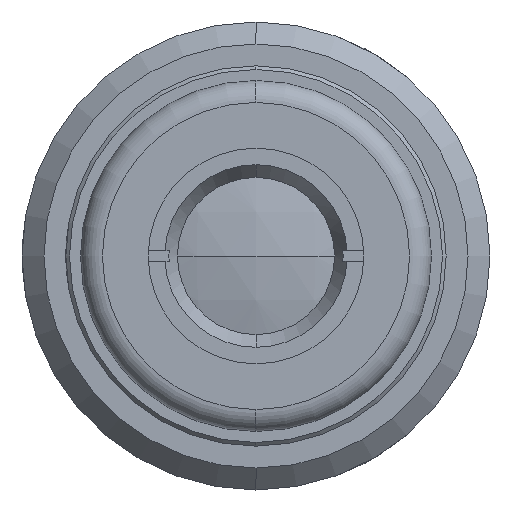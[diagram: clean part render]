
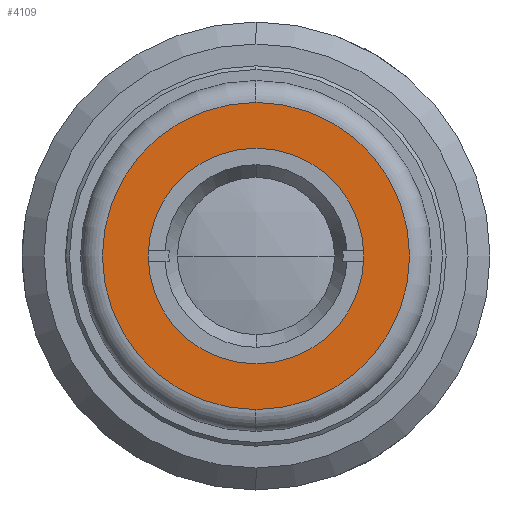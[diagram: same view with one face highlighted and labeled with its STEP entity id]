
A CAD part, left-side view. The second image highlights one B-rep face of the part: STEP entity #4109.
In plain terms, the highlighted planar face has unit normal (-1, 0, 0).
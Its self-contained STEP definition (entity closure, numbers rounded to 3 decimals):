
#67 = ORIENTED_EDGE ( 'NONE', *, *, #2939, .F. ) ;
#275 = EDGE_CURVE ( 'NONE', #3618, #2062, #3632, .T. ) ;
#422 = CARTESIAN_POINT ( 'NONE',  ( -33.9, 0., 0. ) ) ;
#447 = DIRECTION ( 'NONE',  ( 0., 0., 1. ) ) ;
#455 = CIRCLE ( 'NONE', #818, 14.75 ) ;
#542 = EDGE_LOOP ( 'NONE', ( #1893, #976 ) ) ;
#570 = EDGE_CURVE ( 'NONE', #2040, #3678, #1978, .T. ) ;
#725 = EDGE_CURVE ( 'NONE', #3678, #2040, #1943, .T. ) ;
#818 = AXIS2_PLACEMENT_3D ( 'NONE', #422, #3180, #2085 ) ;
#897 = DIRECTION ( 'NONE',  ( 0., 0., -1. ) ) ;
#976 = ORIENTED_EDGE ( 'NONE', *, *, #570, .T. ) ;
#988 = CARTESIAN_POINT ( 'NONE',  ( -33.9, 24., 0. ) ) ;
#1076 = CARTESIAN_POINT ( 'NONE',  ( -33.9, 0., 0. ) ) ;
#1189 = ORIENTED_EDGE ( 'NONE', *, *, #275, .F. ) ;
#1331 = FACE_OUTER_BOUND ( 'NONE', #542, .T. ) ;
#1435 = CARTESIAN_POINT ( 'NONE',  ( -33.9, 0., 0. ) ) ;
#1478 = DIRECTION ( 'NONE',  ( -1., 0., 0. ) ) ;
#1662 = CARTESIAN_POINT ( 'NONE',  ( -33.9, 0., -21. ) ) ;
#1877 = AXIS2_PLACEMENT_3D ( 'NONE', #4044, #3242, #2923 ) ;
#1893 = ORIENTED_EDGE ( 'NONE', *, *, #725, .T. ) ;
#1943 = CIRCLE ( 'NONE', #1877, 21. ) ;
#1978 = CIRCLE ( 'NONE', #4440, 21. ) ;
#2040 = VERTEX_POINT ( 'NONE', #4450 ) ;
#2062 = VERTEX_POINT ( 'NONE', #3690 ) ;
#2085 = DIRECTION ( 'NONE',  ( 0., 0., 1. ) ) ;
#2151 = DIRECTION ( 'NONE',  ( -1., 0., 0. ) ) ;
#2452 = AXIS2_PLACEMENT_3D ( 'NONE', #988, #4000, #897 ) ;
#2651 = FACE_BOUND ( 'NONE', #2991, .T. ) ;
#2708 = PLANE ( 'NONE',  #2452 ) ;
#2923 = DIRECTION ( 'NONE',  ( 0., 0., -1. ) ) ;
#2939 = EDGE_CURVE ( 'NONE', #2062, #3618, #455, .T. ) ;
#2991 = EDGE_LOOP ( 'NONE', ( #67, #1189 ) ) ;
#3180 = DIRECTION ( 'NONE',  ( -1., 0., 0. ) ) ;
#3242 = DIRECTION ( 'NONE',  ( -1., 0., 0. ) ) ;
#3372 = CARTESIAN_POINT ( 'NONE',  ( -33.9, 0., -14.75 ) ) ;
#3618 = VERTEX_POINT ( 'NONE', #3372 ) ;
#3632 = CIRCLE ( 'NONE', #3848, 14.75 ) ;
#3678 = VERTEX_POINT ( 'NONE', #1662 ) ;
#3690 = CARTESIAN_POINT ( 'NONE',  ( -33.9, 0., 14.75 ) ) ;
#3848 = AXIS2_PLACEMENT_3D ( 'NONE', #1435, #1478, #447 ) ;
#4000 = DIRECTION ( 'NONE',  ( 1., 0., 0. ) ) ;
#4044 = CARTESIAN_POINT ( 'NONE',  ( -33.9, 0., 0. ) ) ;
#4109 = ADVANCED_FACE ( 'NONE', ( #1331, #2651 ), #2708, .F. ) ;
#4209 = DIRECTION ( 'NONE',  ( 0., 0., -1. ) ) ;
#4440 = AXIS2_PLACEMENT_3D ( 'NONE', #1076, #2151, #4209 ) ;
#4450 = CARTESIAN_POINT ( 'NONE',  ( -33.9, 0., 21. ) ) ;
